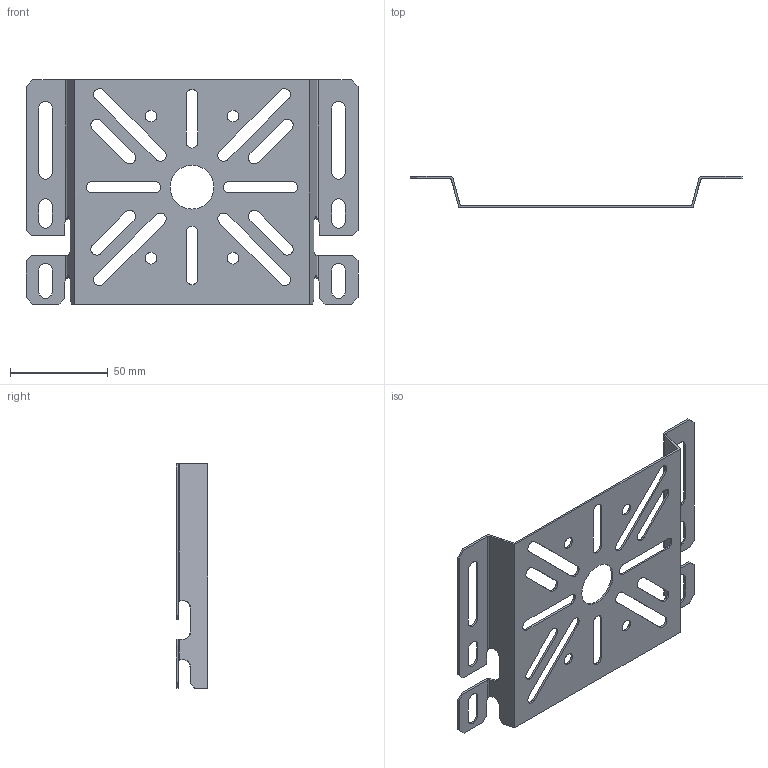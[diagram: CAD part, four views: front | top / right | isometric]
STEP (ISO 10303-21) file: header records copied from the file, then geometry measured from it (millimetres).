
FILE_DESCRIPTION((''),'2;1');
FILE_NAME('7084773','2012-10-27T',('AndreasKeweloh'),(''),'PRO/ENGINEER BY PARAMETRIC TECHNOLOGY CORPORATION, 2012230','PRO/ENGINEER BY PARAMETRIC TECHNOLOGY CORPORATION, 2012230','');
FILE_SCHEMA(('CONFIG_CONTROL_DESIGN'));
Length unit declared in the file: millimetre
Products named in the file (1): 7084773
Bounding box: 170 x 16 x 115 mm (x, y, z)
Volume: 17028.3 mm3; surface area: 36324 mm2
Topology: 1 solids, 1 shells, 198 faces, 580 edges, 384 vertices
Faces by surface type: cylinder 84, plane 82, bspline 32
Entity records: 8278 total; most frequent: CARTESIAN_POINT 2954, ORIENTED_EDGE 1160, DIRECTION 1008, EDGE_CURVE 580, VERTEX_POINT 384, VECTOR 356, LINE 356, AXIS2_PLACEMENT_3D 326
